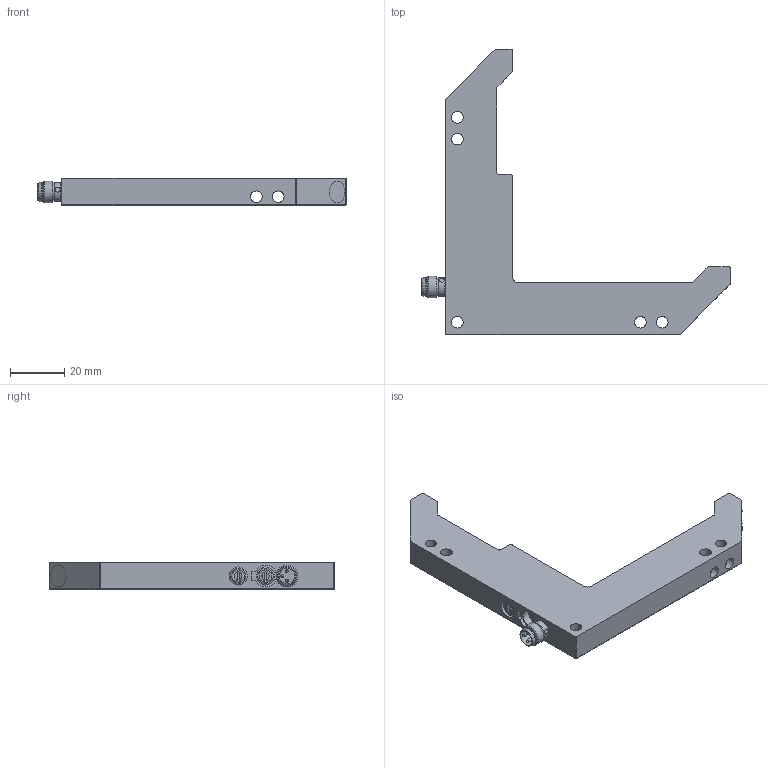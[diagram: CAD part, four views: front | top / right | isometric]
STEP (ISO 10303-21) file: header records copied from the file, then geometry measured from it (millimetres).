
FILE_DESCRIPTION(/* description */ (''),/* implementation_level */ '2;1');
FILE_NAME(/* name */ 'OGL_08x_x3K-TSSL.stp',/* time_stamp */ '2015-07-22T09:50:34+02:00',/* author */ ('lck'),/* organization */ (''),/* preprocessor_version */ 'ST-DEVELOPER v15.6',/* originating_system */ 'Autodesk Inventor 2015',/* authorisation */ '');
FILE_SCHEMA (('AUTOMOTIVE_DESIGN { 1 0 10303 214 3 1 1 }'));
Length unit declared in the file: millimetre
Products named in the file (1): OGL_08x_x3K-TSSL
Bounding box: 113.5 x 105 x 10 mm (x, y, z)
Volume: 35255.4 mm3; surface area: 13359.6 mm2
Topology: 1 solids, 5 shells, 255 faces, 590 edges, 364 vertices
Faces by surface type: cylinder 118, plane 113, sphere 12, torus 7, cone 5
Full cylindrical faces by diameter (mm): 1 x3, 2 x4, 4.3 x11, 5 x4, 5.7 x1, 5.8 x2, 6.4 x1, 6.6 x4, 6.7 x6, 6.9 x1, 7.2 x1, 8 x1, 8.08 x2, 8.1 x2
Entity records: 7273 total; most frequent: CARTESIAN_POINT 1400, DIRECTION 1223, ORIENTED_EDGE 1010, EDGE_CURVE 505, AXIS2_PLACEMENT_3D 497, EDGE_LOOP 360, VERTEX_POINT 341, STYLED_ITEM 256
